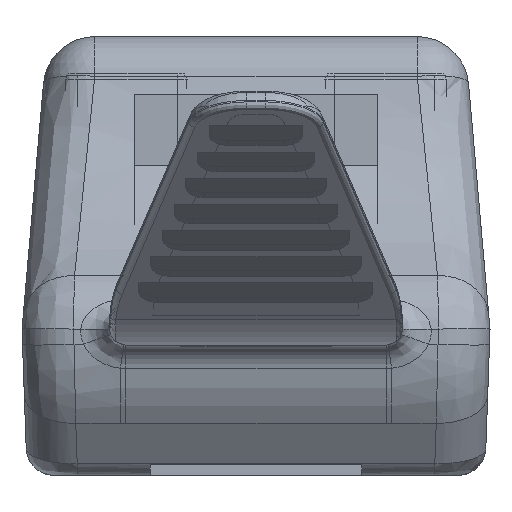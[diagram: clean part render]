
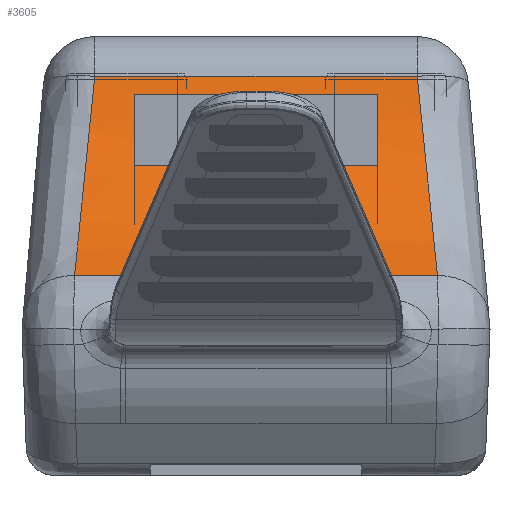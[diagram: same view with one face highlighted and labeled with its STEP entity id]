
A CAD part, left-side view. The second image highlights one B-rep face of the part: STEP entity #3605.
In plain terms, the highlighted cylindrical face has radius 14.129 mm (diameter 28.257 mm), a partial arc.
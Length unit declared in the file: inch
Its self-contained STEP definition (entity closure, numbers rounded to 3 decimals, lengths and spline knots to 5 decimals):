
#2276=CYLINDRICAL_SURFACE('',#16211,0.55625);
#3298=B_SPLINE_CURVE_WITH_KNOTS('',3,(#22285,#22286,#22287,#22288),
 .UNSPECIFIED.,.F.,.F.,(4,4),(0.,1.),.UNSPECIFIED.);
#3299=B_SPLINE_CURVE_WITH_KNOTS('',3,(#22292,#22293,#22294,#22295),
 .UNSPECIFIED.,.F.,.F.,(4,4),(0.,1.),.UNSPECIFIED.);
#3448=ELLIPSE('',#16209,0.5591,0.55625);
#3449=ELLIPSE('',#16210,0.5591,0.55625);
#3605=ADVANCED_FACE('',(#5284,#5285),#2276,.F.);
#4830=CIRCLE('',#16207,0.55625);
#4831=CIRCLE('',#16208,0.55625);
#5284=FACE_BOUND('',#5429,.T.);
#5285=FACE_BOUND('',#5430,.T.);
#5429=EDGE_LOOP('',(#6667,#6668,#6669,#6670));
#5430=EDGE_LOOP('',(#6671,#6672,#6673,#6674));
#6667=ORIENTED_EDGE('',*,*,#11894,.F.);
#6668=ORIENTED_EDGE('',*,*,#11895,.F.);
#6669=ORIENTED_EDGE('',*,*,#11896,.F.);
#6670=ORIENTED_EDGE('',*,*,#11897,.F.);
#6671=ORIENTED_EDGE('',*,*,#11898,.T.);
#6672=ORIENTED_EDGE('',*,*,#11899,.T.);
#6673=ORIENTED_EDGE('',*,*,#11900,.T.);
#6674=ORIENTED_EDGE('',*,*,#11901,.T.);
#10589=VERTEX_POINT('',#22283);
#10590=VERTEX_POINT('',#22284);
#10591=VERTEX_POINT('',#22289);
#10592=VERTEX_POINT('',#22291);
#10593=VERTEX_POINT('',#22297);
#10594=VERTEX_POINT('',#22298);
#10595=VERTEX_POINT('',#22300);
#10596=VERTEX_POINT('',#22302);
#11894=EDGE_CURVE('',#10589,#10590,#4830,.T.);
#11895=EDGE_CURVE('',#10591,#10589,#3298,.T.);
#11896=EDGE_CURVE('',#10592,#10591,#4831,.T.);
#11897=EDGE_CURVE('',#10590,#10592,#3299,.T.);
#11898=EDGE_CURVE('',#10593,#10594,#3448,.T.);
#11899=EDGE_CURVE('',#10594,#10595,#13778,.T.);
#11900=EDGE_CURVE('',#10595,#10596,#3449,.T.);
#11901=EDGE_CURVE('',#10596,#10593,#13779,.T.);
#13778=LINE('',#22299,#15024);
#13779=LINE('',#22303,#15025);
#15024=VECTOR('',#17924,1.);
#15025=VECTOR('',#17927,1.);
#16207=AXIS2_PLACEMENT_3D('',#22282,#17918,#17919);
#16208=AXIS2_PLACEMENT_3D('',#22290,#17920,#17921);
#16209=AXIS2_PLACEMENT_3D('',#22296,#17922,#17923);
#16210=AXIS2_PLACEMENT_3D('',#22301,#17925,#17926);
#16211=AXIS2_PLACEMENT_3D('',#22304,#17928,#17929);
#17918=DIRECTION('',(0.,1.,0.));
#17919=DIRECTION('',(0.,0.,1.));
#17920=DIRECTION('',(0.,-1.,0.));
#17921=DIRECTION('',(0.,0.,-1.));
#17922=DIRECTION('',(0.,-0.995,0.101));
#17923=DIRECTION('',(0.,-0.101,-0.995));
#17924=DIRECTION('',(0.,1.,0.));
#17925=DIRECTION('',(0.,0.995,0.101));
#17926=DIRECTION('',(0.,-0.101,0.995));
#17927=DIRECTION('',(0.,-1.,0.));
#17928=DIRECTION('',(0.,-1.,0.));
#17929=DIRECTION('',(0.,0.,-1.));
#22282=CARTESIAN_POINT('',(-0.80538,0.20692,0.56));
#22283=CARTESIAN_POINT('',(-0.27241,0.20692,0.40073));
#22284=CARTESIAN_POINT('',(-0.32441,0.20692,0.28055));
#22285=CARTESIAN_POINT('',(-0.27241,-0.20692,0.40073));
#22286=CARTESIAN_POINT('',(-0.27241,-0.06897,0.40073));
#22287=CARTESIAN_POINT('',(-0.27241,0.06897,0.40073));
#22288=CARTESIAN_POINT('',(-0.27241,0.20692,0.40073));
#22289=CARTESIAN_POINT('',(-0.27241,-0.20692,0.40073));
#22290=CARTESIAN_POINT('',(-0.80538,-0.20692,0.56));
#22291=CARTESIAN_POINT('',(-0.32441,-0.20692,0.28055));
#22292=CARTESIAN_POINT('',(-0.32441,0.20692,0.28055));
#22293=CARTESIAN_POINT('',(-0.32441,0.06897,0.28055));
#22294=CARTESIAN_POINT('',(-0.32441,-0.06897,0.28055));
#22295=CARTESIAN_POINT('',(-0.32441,-0.20692,0.28055));
#22296=CARTESIAN_POINT('',(-0.80538,-0.26267,0.56));
#22297=CARTESIAN_POINT('',(-0.50563,-0.31015,0.09142));
#22298=CARTESIAN_POINT('',(-0.264,-0.27562,0.43222));
#22299=CARTESIAN_POINT('',(-0.264,0.5,0.43222));
#22300=CARTESIAN_POINT('',(-0.264,0.27562,0.43222));
#22301=CARTESIAN_POINT('',(-0.80538,0.26267,0.56));
#22302=CARTESIAN_POINT('',(-0.50563,0.31015,0.09142));
#22303=CARTESIAN_POINT('',(-0.50563,0.5,0.09142));
#22304=CARTESIAN_POINT('',(-0.80538,0.5,0.56));
